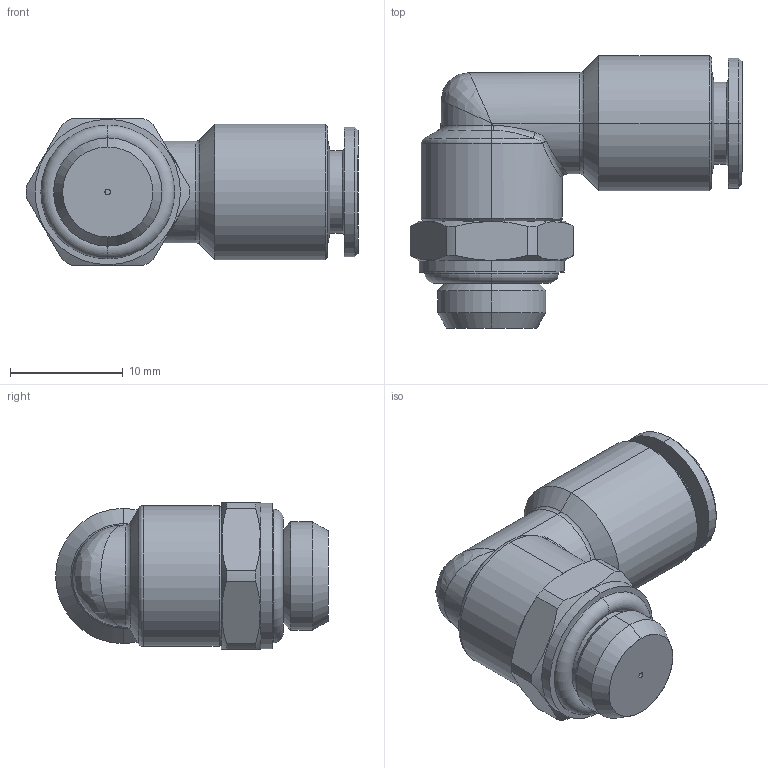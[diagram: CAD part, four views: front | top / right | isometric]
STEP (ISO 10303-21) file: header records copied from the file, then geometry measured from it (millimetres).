
FILE_DESCRIPTION(( 'MV.44.06.18-0.5.STEP' ), '1');
FILE_NAME( 'MV.44.06.18-0.5.STEP', '2018-10-05T11:52:38',( 'Sopra'),('sopra-pneumatic.com'), 'SwSTEP 2.0','SolidWorks 2009','' );
FILE_SCHEMA (( 'CONFIG_CONTROL_DESIGN' ));
Length unit declared in the file: millimetre
Products named in the file (1): 04340C31-05
Bounding box: 29.45 x 24.2 x 13 mm (x, y, z)
Volume: 3470.9 mm3; surface area: 2283.3 mm2
Topology: 2 solids, 4 shells, 94 faces, 200 edges, 116 vertices
Faces by surface type: cylinder 33, cone 27, plane 16, torus 12, bspline 6
Entity records: 3789 total; most frequent: CARTESIAN_POINT 1723, DIRECTION 438, ORIENTED_EDGE 396, EDGE_CURVE 198, AXIS2_PLACEMENT_3D 189, VERTEX_POINT 116, EDGE_LOOP 100, CIRCLE 100
